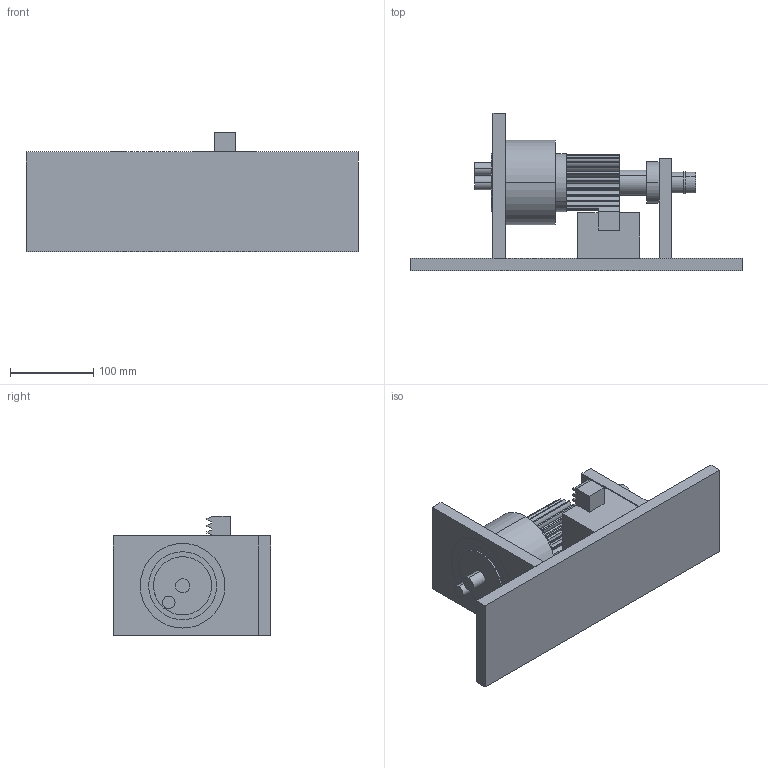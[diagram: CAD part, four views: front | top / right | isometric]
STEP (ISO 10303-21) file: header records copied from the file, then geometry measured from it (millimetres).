
FILE_DESCRIPTION (( 'STEP AP203' ), '1' );
FILE_NAME ('Rack pinion assembly.STEP', '2018-08-09T06:32:37', ( '' ), ( '' ), 'SwSTEP 2.0', 'SolidWorks 2013', '' );
FILE_SCHEMA (( 'CONFIG_CONTROL_DESIGN' ));
Length unit declared in the file: millimetre
Products named in the file (16): housing; bush1; pin 1; Part8; Rack pinion assembly; Part1; heavy duty external retaining ring_am_B27.8M - 3DM1-22; rack spur rectangular_ai_Inch - Rack-spur - rectangular 10DP 20PA 1FW 1PH 5L---SAll; cast iron block; housing holder; bush2; spur gear_ai2_Inch - Spur gear 10DP 25T 20PA 2.52FW ---S25N3.0H2.0L0.03125N; housing 2; pin 2; Part2; base plate
Assembly tree (15 placements, depth 2):
  Rack pinion assembly
    base plate
    housing
    housing 2
    housing holder
    Part8
    bush1
    bush2
    Part1
    Part2
    spur gear_ai2_Inch - Spur gear 10DP 25T 20PA 2.52FW ---S25N3.0H2.0L0.03125N
    pin 1
    pin 2
    heavy duty external retaining ring_am_B27.8M - 3DM1-22
    cast iron block
    rack spur rectangular_ai_Inch - Rack-spur - rectangular 10DP 20PA 1FW 1PH 5L---SAll
Bounding box: 400 x 190 x 143.48 mm (x, y, z)
Volume: 2493175 mm3; surface area: 420612 mm2
Topology: 15 solids, 15 shells, 295 faces, 780 edges, 520 vertices
Faces by surface type: cylinder 168, plane 127
Entity records: 11044 total; most frequent: DIRECTION 1742, CARTESIAN_POINT 1613, ORIENTED_EDGE 1560, EDGE_CURVE 780, AXIS2_PLACEMENT_3D 649, VERTEX_POINT 520, LINE 444, VECTOR 444
